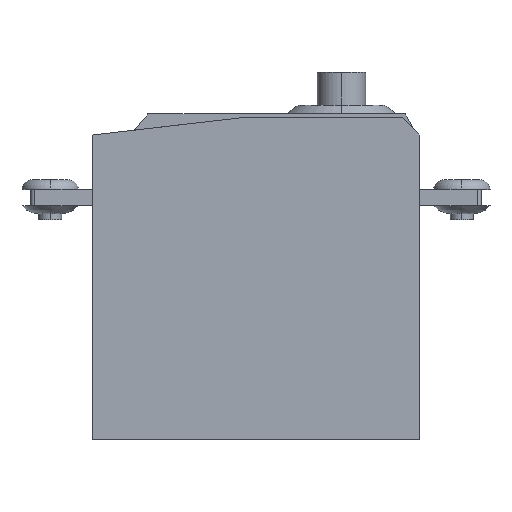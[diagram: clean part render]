
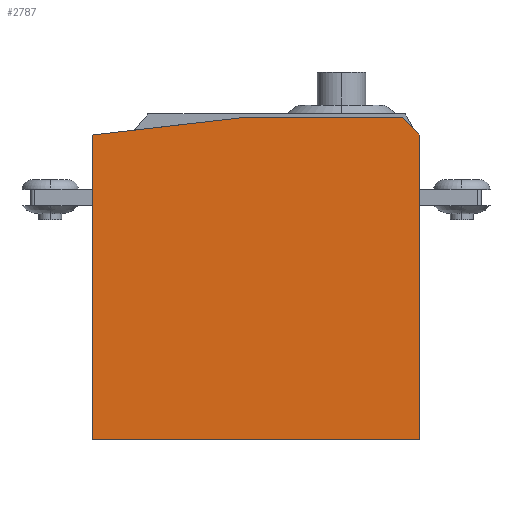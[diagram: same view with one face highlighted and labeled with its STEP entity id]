
A CAD part, top view. The second image highlights one B-rep face of the part: STEP entity #2787.
In plain terms, the highlighted planar face has unit normal (0, 0, 1).
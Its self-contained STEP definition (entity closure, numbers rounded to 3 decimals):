
#1 = EDGE_CURVE ( 'NONE', #2957, #1281, #171, .T. ) ;
#97 = VERTEX_POINT ( 'NONE', #2497 ) ;
#171 = LINE ( 'NONE', #2931, #2128 ) ;
#173 = VECTOR ( 'NONE', #1025, 1000. ) ;
#203 = CARTESIAN_POINT ( 'NONE',  ( -20.385, 37.88, 9.925 ) ) ;
#245 = DIRECTION ( 'NONE',  ( 0.993, 0.115, 0. ) ) ;
#248 = LINE ( 'NONE', #1409, #173 ) ;
#268 = EDGE_CURVE ( 'NONE', #97, #2957, #2067, .T. ) ;
#274 = AXIS2_PLACEMENT_3D ( 'NONE', #1753, #306, #552 ) ;
#306 = DIRECTION ( 'NONE',  ( 0., 0., -1. ) ) ;
#328 = VERTEX_POINT ( 'NONE', #2289 ) ;
#374 = EDGE_CURVE ( 'NONE', #328, #613, #2703, .T. ) ;
#452 = EDGE_CURVE ( 'NONE', #328, #2659, #1339, .T. ) ;
#552 = DIRECTION ( 'NONE',  ( -1., 0., 0. ) ) ;
#562 = DIRECTION ( 'NONE',  ( 1., 0., 0. ) ) ;
#569 = CARTESIAN_POINT ( 'NONE',  ( -20.385, 0., 9.925 ) ) ;
#612 = VECTOR ( 'NONE', #562, 1000. ) ;
#613 = VERTEX_POINT ( 'NONE', #3045 ) ;
#766 = VECTOR ( 'NONE', #1821, 1000. ) ;
#859 = CARTESIAN_POINT ( 'NONE',  ( 20.385, 37.88, 9.925 ) ) ;
#971 = ORIENTED_EDGE ( 'NONE', *, *, #452, .T. ) ;
#1025 = DIRECTION ( 'NONE',  ( 1., 0., 0. ) ) ;
#1102 = CARTESIAN_POINT ( 'NONE',  ( 20.385, 37.88, 9.925 ) ) ;
#1131 = CARTESIAN_POINT ( 'NONE',  ( 20.385, 0., 9.925 ) ) ;
#1266 = LINE ( 'NONE', #569, #612 ) ;
#1281 = VERTEX_POINT ( 'NONE', #1131 ) ;
#1339 = LINE ( 'NONE', #203, #2439 ) ;
#1362 = ORIENTED_EDGE ( 'NONE', *, *, #268, .F. ) ;
#1409 = CARTESIAN_POINT ( 'NONE',  ( 18.235, 40.06, 9.925 ) ) ;
#1454 = DIRECTION ( 'NONE',  ( 0., -1., 0. ) ) ;
#1457 = VECTOR ( 'NONE', #245, 1000. ) ;
#1484 = ORIENTED_EDGE ( 'NONE', *, *, #1746, .F. ) ;
#1524 = FACE_OUTER_BOUND ( 'NONE', #2125, .T. ) ;
#1533 = DIRECTION ( 'NONE',  ( 0., -1., 0. ) ) ;
#1535 = PLANE ( 'NONE',  #274 ) ;
#1707 = CARTESIAN_POINT ( 'NONE',  ( -1.565, 40.06, 9.925 ) ) ;
#1746 = EDGE_CURVE ( 'NONE', #613, #97, #248, .T. ) ;
#1753 = CARTESIAN_POINT ( 'NONE',  ( -20.385, 37.88, 9.925 ) ) ;
#1821 = DIRECTION ( 'NONE',  ( 0.702, -0.712, 0. ) ) ;
#2067 = LINE ( 'NONE', #859, #766 ) ;
#2125 = EDGE_LOOP ( 'NONE', ( #2586, #2240, #1362, #1484, #2629, #971 ) ) ;
#2128 = VECTOR ( 'NONE', #1533, 1000. ) ;
#2240 = ORIENTED_EDGE ( 'NONE', *, *, #1, .F. ) ;
#2289 = CARTESIAN_POINT ( 'NONE',  ( -20.385, 37.88, 9.925 ) ) ;
#2439 = VECTOR ( 'NONE', #1454, 1000. ) ;
#2448 = EDGE_CURVE ( 'NONE', #2659, #1281, #1266, .T. ) ;
#2497 = CARTESIAN_POINT ( 'NONE',  ( 18.235, 40.06, 9.925 ) ) ;
#2586 = ORIENTED_EDGE ( 'NONE', *, *, #2448, .T. ) ;
#2629 = ORIENTED_EDGE ( 'NONE', *, *, #374, .F. ) ;
#2659 = VERTEX_POINT ( 'NONE', #2817 ) ;
#2703 = LINE ( 'NONE', #1707, #1457 ) ;
#2787 = ADVANCED_FACE ( 'NONE', ( #1524 ), #1535, .F. ) ;
#2817 = CARTESIAN_POINT ( 'NONE',  ( -20.385, 0., 9.925 ) ) ;
#2931 = CARTESIAN_POINT ( 'NONE',  ( 20.385, 37.88, 9.925 ) ) ;
#2957 = VERTEX_POINT ( 'NONE', #1102 ) ;
#3045 = CARTESIAN_POINT ( 'NONE',  ( -1.565, 40.06, 9.925 ) ) ;
